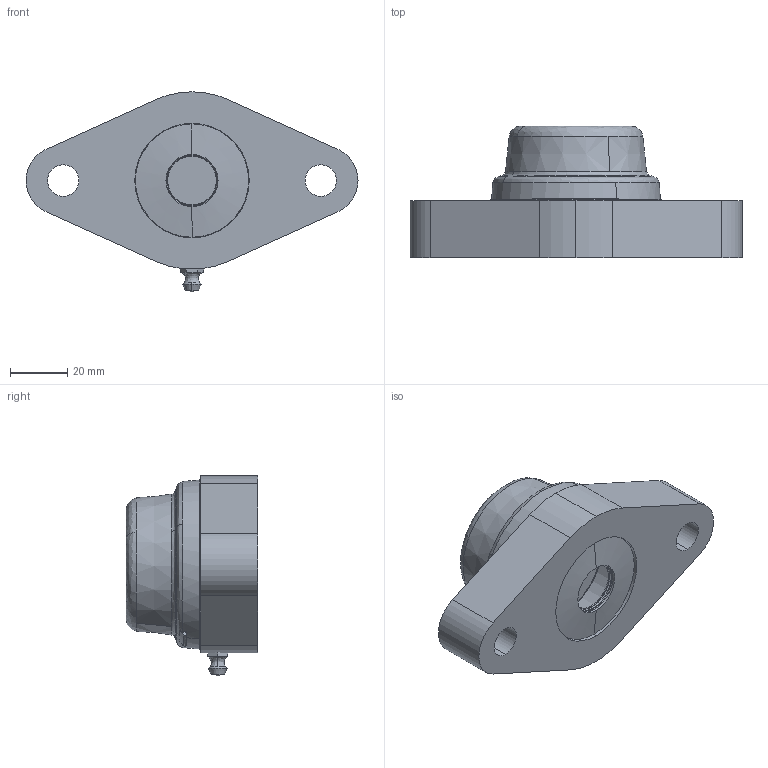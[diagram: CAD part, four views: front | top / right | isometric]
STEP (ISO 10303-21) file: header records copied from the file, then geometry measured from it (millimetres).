
FILE_DESCRIPTION (( 'STEP AP214' ), '1' );
FILE_NAME ('Rexnord-UCFL-C - SUCFL-C - HCFL-C - SHCFL-C-SUCFL 203 C-603763.STEP', '2019-02-21T09:04:30', ( '' ), ( '' ), 'SwSTEP 2.0', 'SolidWorks 2019', '' );
FILE_SCHEMA (( 'AUTOMOTIVE_DESIGN' ));
Length unit declared in the file: millimetre
Products named in the file (5): CAP_CLOSE; NIPPLE; BEARING; Rexnord-UCFL-C - SUCFL-C - HCFL-C - SHCFL-C-SUCFL 203 C-603763; HUB
Assembly tree (4 placements, depth 2):
  Rexnord-UCFL-C - SUCFL-C - HCFL-C - SHCFL-C-SUCFL 203 C-603763
    HUB
    BEARING
    CAP_CLOSE
    NIPPLE
Bounding box: 116 x 46 x 70 mm (x, y, z)
Volume: 98935.2 mm3; surface area: 41615.5 mm2
Topology: 5 solids, 5 shells, 287 faces, 742 edges, 484 vertices
Faces by surface type: cylinder 96, plane 89, cone 49, bspline 39, torus 14
Entity records: 13051 total; most frequent: CARTESIAN_POINT 3987, ORIENTED_EDGE 1482, DIRECTION 1210, EDGE_CURVE 741, AXIS2_PLACEMENT_3D 489, VERTEX_POINT 484, EDGE_LOOP 317, FACE_OUTER_BOUND 287
